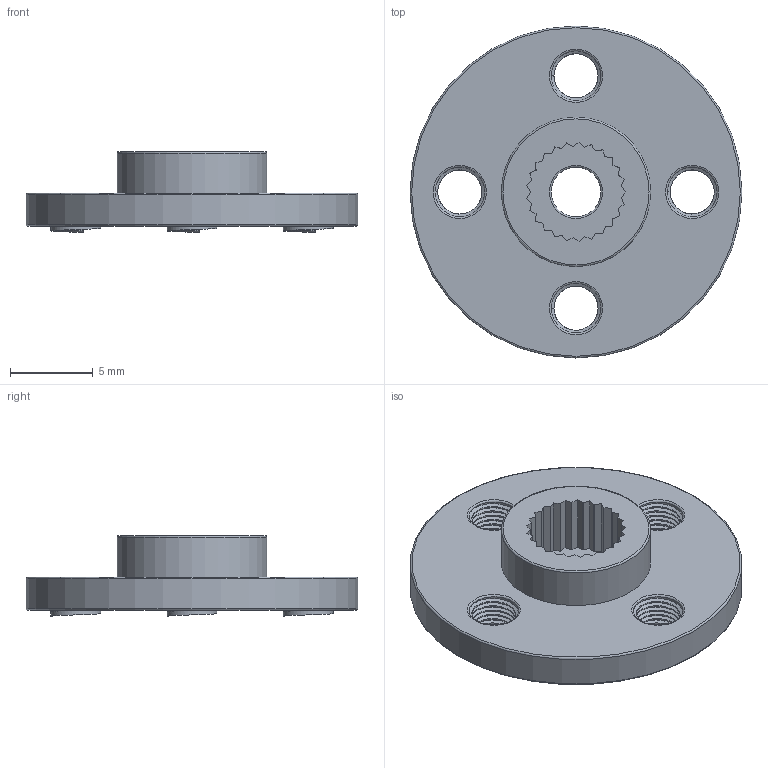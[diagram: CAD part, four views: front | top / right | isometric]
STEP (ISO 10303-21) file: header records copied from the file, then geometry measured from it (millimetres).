
FILE_DESCRIPTION(('HOOPS Exchange Step'),'2;1');
FILE_NAME('ef99aad1c35cfb9043cdbcaa6535dd3d20210604-1-10abbrv.SLDPRT.step','2021-06-04T20:04:27+00:00',('root'),('Unknown organisation'),'HOOPS Exchange 2021.0','HOOPS Exchange','Unknown authorisation');
FILE_SCHEMA( ('AUTOMOTIVE_DESIGN { 1 0 10303 214 1 1 1 1 }') );
Length unit declared in the file: millimetre
Products named in the file (2): Default; ef99aad1c35cfb9043cdbcaa6535dd3d20210604-1-10abbrv
Assembly tree (1 placements, depth 2):
  ef99aad1c35cfb9043cdbcaa6535dd3d20210604-1-10abbrv
    Default
Bounding box: 20 x 20 x 4.88 mm (x, y, z)
Volume: 639.8 mm3; surface area: 967.2 mm2
Topology: 1 solids, 1 shells, 147 faces, 408 edges, 265 vertices
Faces by surface type: plane 62, cylinder 56, bspline 16, torus 13
Full cylindrical faces by diameter (mm): 3 x21, 9 x1, 20 x1
Entity records: 13647 total; most frequent: CARTESIAN_POINT 10031, ORIENTED_EDGE 816, DIRECTION 690, EDGE_CURVE 408, VERTEX_POINT 265, AXIS2_PLACEMENT_3D 240, VECTOR 210, LINE 210
